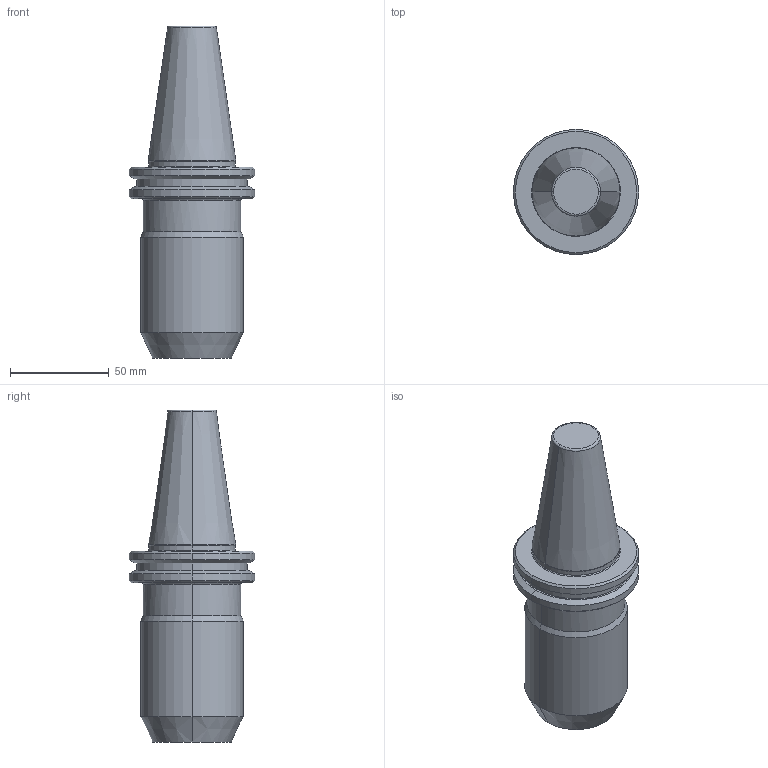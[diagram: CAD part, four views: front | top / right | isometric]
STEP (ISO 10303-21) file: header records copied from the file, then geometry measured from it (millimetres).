
FILE_DESCRIPTION (( 'STEP AP203' ), '1' );
FILE_NAME ('SK40 WE20 100 AD-6.3G15000 SL.STEP', '2019-04-27T09:59:07', ( '' ), ( '' ), 'SwSTEP 2.0', 'SolidWorks 2014', '' );
FILE_SCHEMA (( 'CONFIG_CONTROL_DESIGN' ));
Length unit declared in the file: millimetre
Products named in the file (1): SK40 WE20 100 AD-6.3G15000 SL
Bounding box: 63.5 x 63.5 x 168.4 mm (x, y, z)
Volume: 279489.9 mm3; surface area: 29274.4 mm2
Topology: 1 solids, 1 shells, 40 faces, 82 edges, 48 vertices
Faces by surface type: cone 16, cylinder 12, plane 6, bspline 5, torus 1
Entity records: 1620 total; most frequent: CARTESIAN_POINT 703, DIRECTION 190, ORIENTED_EDGE 164, EDGE_CURVE 82, AXIS2_PLACEMENT_3D 81, VERTEX_POINT 48, CIRCLE 45, EDGE_LOOP 44
